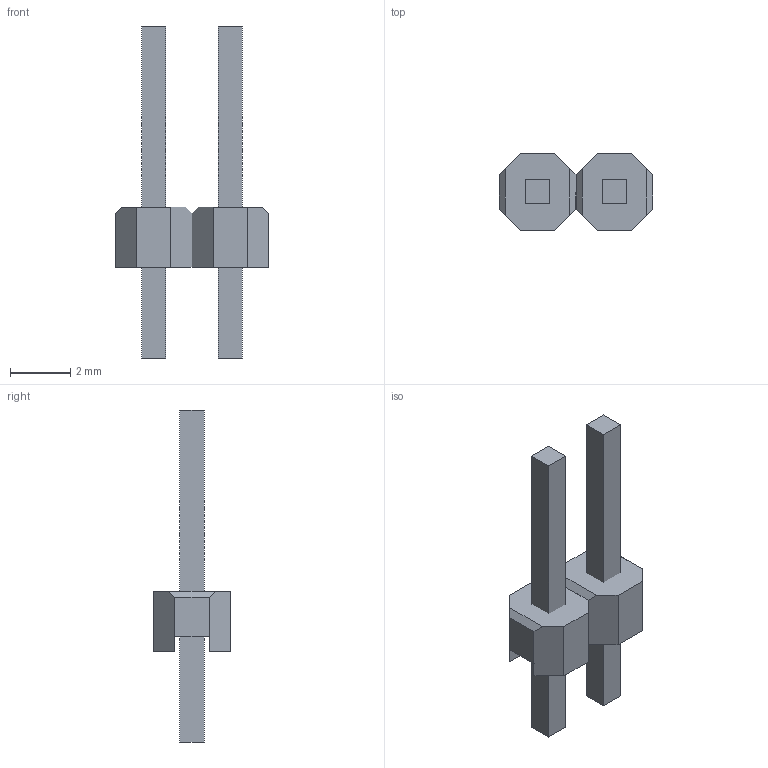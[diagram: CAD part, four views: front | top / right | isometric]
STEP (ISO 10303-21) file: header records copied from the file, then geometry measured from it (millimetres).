
FILE_DESCRIPTION (( 'STEP AP214' ), '1' );
FILE_NAME ('User Library-CONMHS2A-2mm54.STEP', '2018-11-20T16:20:13', ( '' ), ( '' ), 'SwSTEP 2.0', 'SolidWorks 2018', '' );
FILE_SCHEMA (( 'AUTOMOTIVE_DESIGN' ));
Length unit declared in the file: millimetre
Products named in the file (1): User Library-CONMHS2A-2mm54
Bounding box: 5.08 x 2.54 x 11 mm (x, y, z)
Volume: 33 mm3; surface area: 131 mm2
Topology: 4 solids, 4 shells, 44 faces, 100 edges, 64 vertices
Faces by surface type: plane 44
Entity records: 1745 total; most frequent: CARTESIAN_POINT 209, ORIENTED_EDGE 200, DIRECTION 190, LINE 100, VECTOR 100, EDGE_CURVE 100, VERTEX_POINT 64, UNCERTAINTY_MEASURE_WITH_UNIT 50
